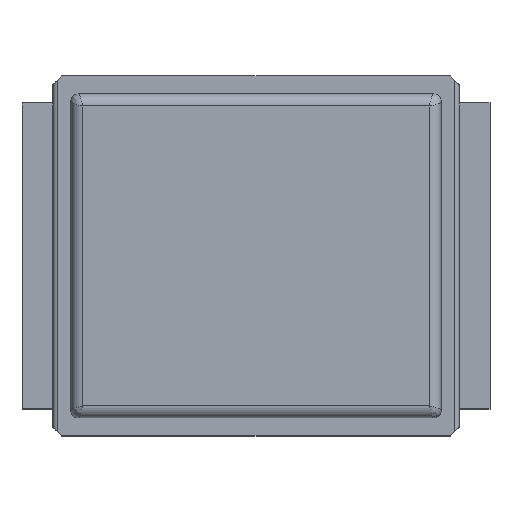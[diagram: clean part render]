
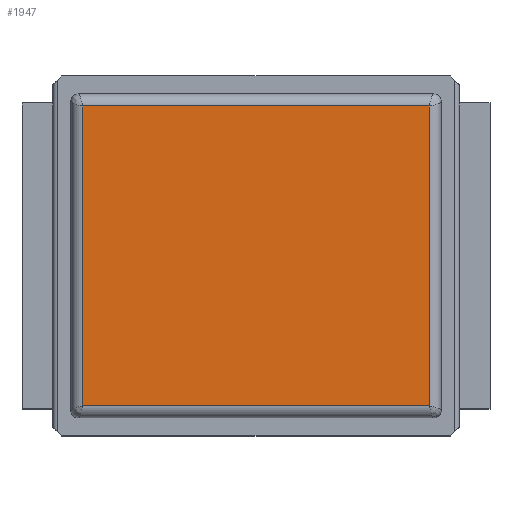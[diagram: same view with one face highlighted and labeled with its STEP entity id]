
A CAD part, top view. The second image highlights one B-rep face of the part: STEP entity #1947.
In plain terms, the highlighted planar face has unit normal (0, 0, 1).
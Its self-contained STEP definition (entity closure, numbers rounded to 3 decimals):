
#13=DIRECTION('',(0.,0.,1.));
#66=VECTOR('',#67,1.);
#67=DIRECTION('',(0.,1.,0.));
#81=DIRECTION('',(1.,0.,0.));
#120=VECTOR('',#81,1.);
#678=VECTOR('',#679,1.);
#679=DIRECTION('',(-1.,-0.,-0.));
#716=VECTOR('',#717,1.);
#717=DIRECTION('',(-0.,-1.,-0.));
#1088=VERTEX_POINT('',#1089);
#1089=CARTESIAN_POINT('',(-3.366,2.916,0.7));
#1146=VERTEX_POINT('',#1147);
#1147=CARTESIAN_POINT('',(-3.366,-2.916,0.7));
#1156=ORIENTED_EDGE('',*,*,#1157,.F.);
#1157=EDGE_CURVE('',#1146,#1088,#1158,.T.);
#1158=LINE('',#1159,#66);
#1159=CARTESIAN_POINT('',(-3.366,-3.004,0.7));
#1216=VERTEX_POINT('',#1217);
#1217=CARTESIAN_POINT('',(3.366,-2.916,0.7));
#1224=ORIENTED_EDGE('',*,*,#1225,.F.);
#1225=EDGE_CURVE('',#1216,#1146,#1226,.T.);
#1226=LINE('',#1227,#678);
#1227=CARTESIAN_POINT('',(3.454,-2.916,0.7));
#1289=VERTEX_POINT('',#1290);
#1290=CARTESIAN_POINT('',(3.366,2.916,0.7));
#1298=ORIENTED_EDGE('',*,*,#1299,.F.);
#1299=EDGE_CURVE('',#1289,#1216,#1300,.T.);
#1300=LINE('',#1301,#716);
#1301=CARTESIAN_POINT('',(3.366,3.004,0.7));
#1356=ORIENTED_EDGE('',*,*,#1357,.F.);
#1357=EDGE_CURVE('',#1088,#1289,#1358,.T.);
#1358=LINE('',#1359,#120);
#1359=CARTESIAN_POINT('',(-3.454,2.916,0.7));
#1947=ADVANCED_FACE('',(#1948),#1950,.T.);
#1948=FACE_BOUND('',#1949,.T.);
#1949=EDGE_LOOP('',(#1224,#1298,#1356,#1156));
#1950=PLANE('',#1951);
#1951=AXIS2_PLACEMENT_3D('',#1952,#13,#81);
#1952=CARTESIAN_POINT('',(-3.6,-3.15,0.7));
